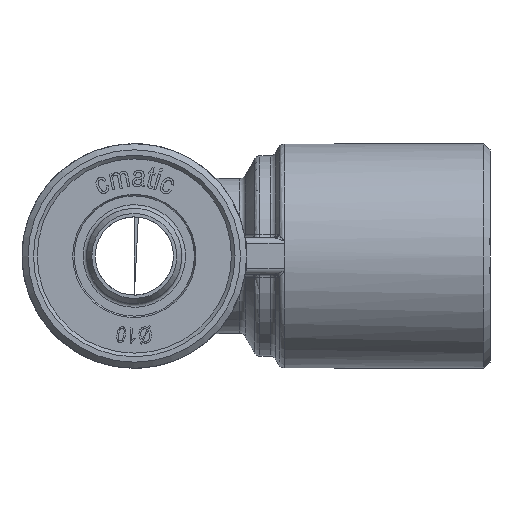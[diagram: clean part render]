
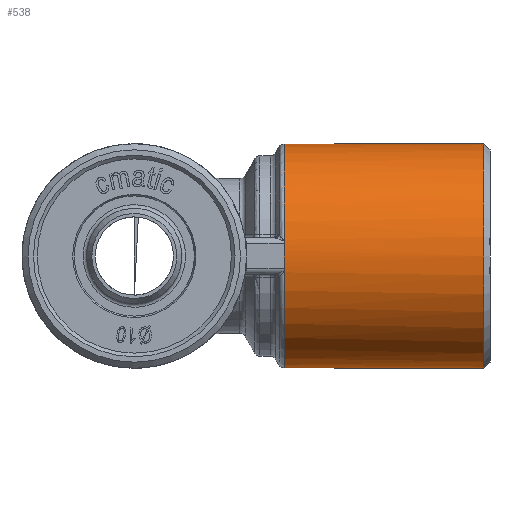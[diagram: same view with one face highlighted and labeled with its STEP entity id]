
A CAD part, front view. The second image highlights one B-rep face of the part: STEP entity #538.
In plain terms, the highlighted cylindrical face has radius 9.25 mm (diameter 18.5 mm), a full revolution.
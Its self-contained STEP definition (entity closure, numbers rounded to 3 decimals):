
#538 = ADVANCED_FACE( 'NONE', ( #1704, #1705 ), #1706, .T. );
#1704 = FACE_OUTER_BOUND( '', #8630, .T. );
#1705 = FACE_OUTER_BOUND( '', #8631, .T. );
#1706 = CYLINDRICAL_SURFACE( '', #8632, 9.25 );
#8630 = EDGE_LOOP( '', ( #13914, #13915, #13916, #13917, #13918, #13919 ) );
#8631 = EDGE_LOOP( '', ( #13920 ) );
#8632 = AXIS2_PLACEMENT_3D( '', #13921, #13922, #13923 );
#13914 = ORIENTED_EDGE( '', *, *, #15231, .F. );
#13915 = ORIENTED_EDGE( '', *, *, #16081, .F. );
#13916 = ORIENTED_EDGE( '', *, *, #15153, .F. );
#13917 = ORIENTED_EDGE( '', *, *, #16344, .F. );
#13918 = ORIENTED_EDGE( '', *, *, #16345, .F. );
#13919 = ORIENTED_EDGE( '', *, *, #16293, .F. );
#13920 = ORIENTED_EDGE( '', *, *, #16117, .T. );
#13921 = CARTESIAN_POINT( '', ( 0., 0., 0. ) );
#13922 = DIRECTION( '', ( 1., 0., 0. ) );
#13923 = DIRECTION( '', ( 0., -1., 0. ) );
#15153 = EDGE_CURVE( 'NONE', #16969, #16971, #16972, .T. );
#15231 = EDGE_CURVE( 'NONE', #17117, #17118, #17119, .T. );
#16081 = EDGE_CURVE( 'NONE', #16971, #17117, #18551, .T. );
#16117 = EDGE_CURVE( 'NONE', #18603, #18603, #18604, .T. );
#16293 = EDGE_CURVE( 'NONE', #17118, #16975, #18853, .T. );
#16344 = EDGE_CURVE( 'NONE', #18910, #16969, #18911, .T. );
#16345 = EDGE_CURVE( 'NONE', #16975, #18910, #18912, .T. );
#16969 = VERTEX_POINT( 'NONE', #20906 );
#16971 = VERTEX_POINT( 'NONE', #20919 );
#16972 = CIRCLE( '', #20920, 9.25 );
#16975 = VERTEX_POINT( 'NONE', #20935 );
#17117 = VERTEX_POINT( 'NONE', #21425 );
#17118 = VERTEX_POINT( 'NONE', #21426 );
#17119 = CIRCLE( '', #21427, 9.25 );
#18551 = CIRCLE( '', #27390, 9.25 );
#18603 = VERTEX_POINT( '', #27560 );
#18604 = CIRCLE( '', #27561, 9.25 );
#18853 = CIRCLE( '', #28697, 9.25 );
#18910 = VERTEX_POINT( 'NONE', #28951 );
#18911 = CIRCLE( '', #28952, 9.25 );
#18912 = CIRCLE( '', #28953, 9.25 );
#20906 = CARTESIAN_POINT( '', ( 12.355, 9.151, -1.347 ) );
#20919 = CARTESIAN_POINT( '', ( 12.355, -9.151, -1.347 ) );
#20920 = AXIS2_PLACEMENT_3D( '', #29503, #29504, #29505 );
#20935 = CARTESIAN_POINT( '', ( 12.355, 9.151, 1.347 ) );
#21425 = CARTESIAN_POINT( '', ( 12.355, -9.25, 0. ) );
#21426 = CARTESIAN_POINT( '', ( 12.355, -9.151, 1.347 ) );
#21427 = AXIS2_PLACEMENT_3D( '', #29593, #29594, #29595 );
#27390 = AXIS2_PLACEMENT_3D( '', #30294, #30295, #30296 );
#27560 = CARTESIAN_POINT( '', ( 28.8, 0., -9.25 ) );
#27561 = AXIS2_PLACEMENT_3D( '', #30326, #30327, #30328 );
#28697 = AXIS2_PLACEMENT_3D( '', #30479, #30480, #30481 );
#28951 = CARTESIAN_POINT( '', ( 12.355, 9.25, 0. ) );
#28952 = AXIS2_PLACEMENT_3D( '', #30527, #30528, #30529 );
#28953 = AXIS2_PLACEMENT_3D( '', #30530, #30531, #30532 );
#29503 = CARTESIAN_POINT( '', ( 12.355, 0., 0. ) );
#29504 = DIRECTION( '', ( -1., 0., 0. ) );
#29505 = DIRECTION( '', ( 0., -1., 0. ) );
#29593 = CARTESIAN_POINT( '', ( 12.355, 0., 0. ) );
#29594 = DIRECTION( '', ( -1., 0., 0. ) );
#29595 = DIRECTION( '', ( 0., -1., 0. ) );
#30294 = CARTESIAN_POINT( '', ( 12.355, 0., 0. ) );
#30295 = DIRECTION( '', ( -1., 0., 0. ) );
#30296 = DIRECTION( '', ( 0., -1., 0. ) );
#30326 = CARTESIAN_POINT( '', ( 28.8, 0., 0. ) );
#30327 = DIRECTION( '', ( -1., 0., 0. ) );
#30328 = DIRECTION( '', ( 0., 0., -1. ) );
#30479 = CARTESIAN_POINT( '', ( 12.355, 0., 0. ) );
#30480 = DIRECTION( '', ( -1., 0., 0. ) );
#30481 = DIRECTION( '', ( 0., -1., 0. ) );
#30527 = CARTESIAN_POINT( '', ( 12.355, 0., 0. ) );
#30528 = DIRECTION( '', ( -1., 0., 0. ) );
#30529 = DIRECTION( '', ( 0., -1., 0. ) );
#30530 = CARTESIAN_POINT( '', ( 12.355, 0., 0. ) );
#30531 = DIRECTION( '', ( -1., 0., 0. ) );
#30532 = DIRECTION( '', ( 0., -1., 0. ) );
